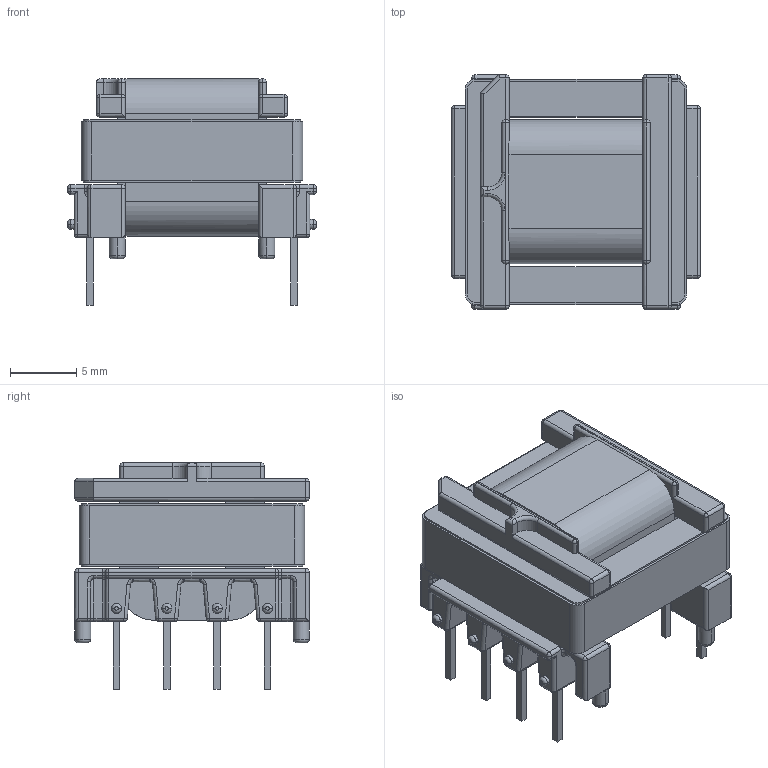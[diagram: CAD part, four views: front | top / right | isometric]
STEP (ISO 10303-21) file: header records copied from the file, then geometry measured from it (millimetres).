
FILE_DESCRIPTION(/* description */ ('Unknown'),/* implementation_level */ '2;1');
FILE_NAME(/* name */ 'T_Wurth_WE-IBTI-EE16_8_5_L17.96W20.3H14.3',/* time_stamp */ '2025-12-25T14:11:13+08:00',/* author */ ('Unknown'),/* organization */ ('Unknown'),/* preprocessor_version */ 'ST-DEVELOPER v19.4',/* originating_system */ 'Solid Edge',/* authorisation */ 'Unknown');
FILE_SCHEMA (('AUTOMOTIVE_DESIGN {1 0 10303 214 3 1 1}'));
Length unit declared in the file: millimetre
Products named in the file (2): T_Wurth_WE-IBTI-EE16_8_5_L17.96W20.3H14.3
Assembly tree (1 placements, depth 2):
  T_Wurth_WE-IBTI-EE16_8_5_L17.96W20.3H14.3
    T_Wurth_WE-IBTI-EE16_8_5_L17.96W20.3H14.3
Bounding box: 18.8 x 17.7 x 17.1 mm (x, y, z)
Volume: 2520.9 mm3; surface area: 2883.9 mm2
Topology: 2 solids, 3 shells, 584 faces, 1394 edges, 768 vertices
Faces by surface type: cylinder 262, plane 188, torus 70, sphere 64
Entity records: 20321 total; most frequent: CARTESIAN_POINT 2992, DIRECTION 2936, ORIENTED_EDGE 2660, EDGE_CURVE 1330, AXIS2_PLACEMENT_3D 1112, VERTEX_POINT 768, LINE 712, VECTOR 712
